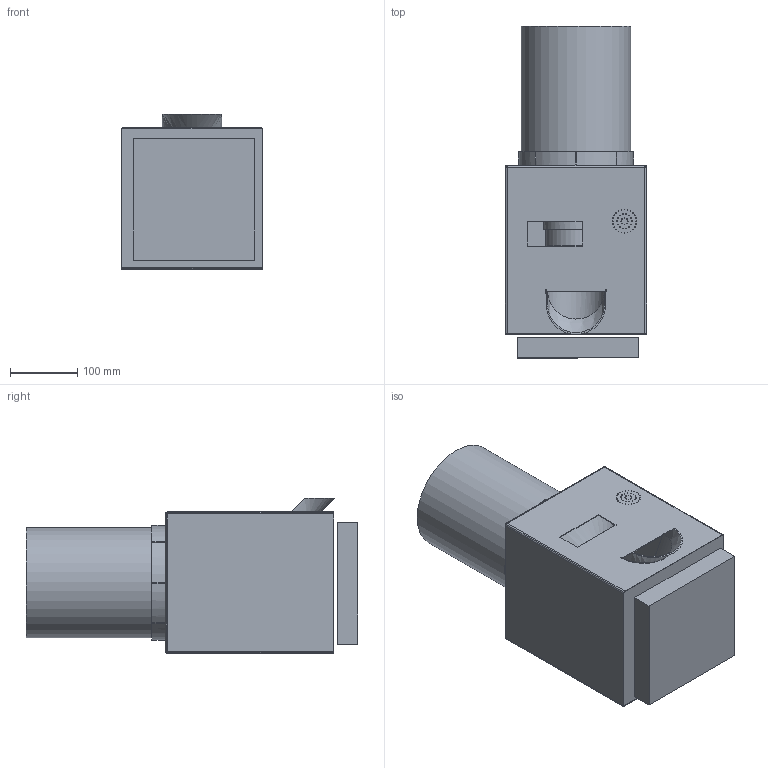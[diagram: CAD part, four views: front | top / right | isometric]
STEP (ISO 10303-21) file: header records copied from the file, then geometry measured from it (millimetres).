
FILE_DESCRIPTION(/* description */ (''),/* implementation_level */ '2;1');
FILE_NAME(/* name */ 'Assembly1.stp',/* time_stamp */ '2019-07-22T09:57:50+07:00',/* author */ ('user'),/* organization */ (''),/* preprocessor_version */ 'ST-DEVELOPER v18',/* originating_system */ 'Autodesk Inventor 2020',/* authorisation */ '');
FILE_SCHEMA (('AUTOMOTIVE_DESIGN { 1 0 10303 214 3 1 1 }'));
Length unit declared in the file: millimetre
Products named in the file (8): Assembly1; pipa 2; pipa 4; pipa atas; pipa3; pipa5; cover; base
Assembly tree (7 placements, depth 2):
  Assembly1
    pipa 2
    pipa 4
    pipa atas
    pipa3
    pipa5
    cover
    base
Bounding box: 210 x 492.22 x 230 mm (x, y, z)
Volume: 966812.6 mm3; surface area: 1094694.1 mm2
Topology: 16 solids, 16 shells, 188 faces, 517 edges, 360 vertices
Faces by surface type: plane 104, cylinder 72, bspline 7, sphere 4, torus 1
Full cylindrical faces by diameter (mm): 1 x46, 88 x2, 90 x3, 96 x1, 157 x1, 163 x2, 169 x1
Entity records: 6992 total; most frequent: CARTESIAN_POINT 1432, DIRECTION 1127, ORIENTED_EDGE 1034, EDGE_CURVE 517, AXIS2_PLACEMENT_3D 421, VERTEX_POINT 360, EDGE_LOOP 301, LINE 285
